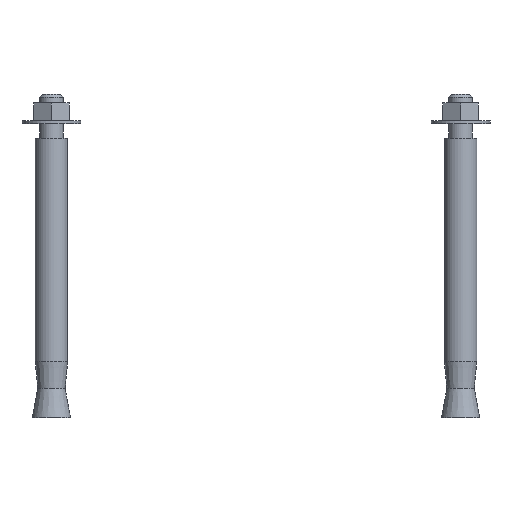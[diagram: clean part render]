
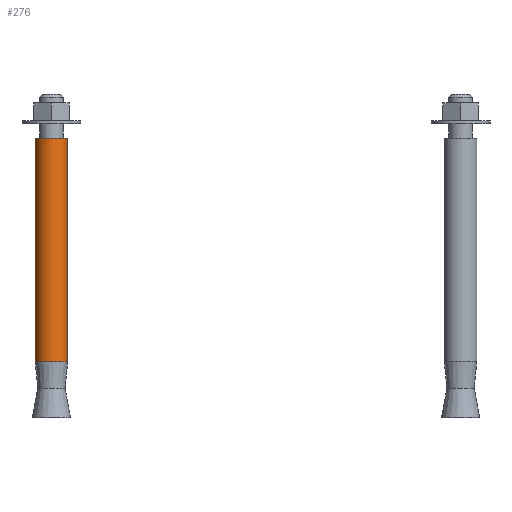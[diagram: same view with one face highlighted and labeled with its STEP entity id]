
A CAD part, left-side view. The second image highlights one B-rep face of the part: STEP entity #276.
In plain terms, the highlighted cylindrical face has radius 5.5 mm (diameter 11 mm), a full revolution.
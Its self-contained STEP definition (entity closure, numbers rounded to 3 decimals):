
#29=CYLINDRICAL_SURFACE('',#307,5.5);
#39=FACE_BOUND('',#123,.T.);
#94=FACE_OUTER_BOUND('',#122,.T.);
#122=EDGE_LOOP('',(#243));
#123=EDGE_LOOP('',(#244));
#135=CIRCLE('',#306,5.5);
#136=CIRCLE('',#308,5.5);
#158=VERTEX_POINT('',#465);
#159=VERTEX_POINT('',#468);
#187=EDGE_CURVE('',#158,#158,#135,.T.);
#188=EDGE_CURVE('',#159,#159,#136,.T.);
#243=ORIENTED_EDGE('',*,*,#187,.T.);
#244=ORIENTED_EDGE('',*,*,#188,.F.);
#276=ADVANCED_FACE('',(#94,#39),#29,.T.);
#306=AXIS2_PLACEMENT_3D('',#466,#385,#386);
#307=AXIS2_PLACEMENT_3D('',#467,#387,#388);
#308=AXIS2_PLACEMENT_3D('',#469,#389,#390);
#385=DIRECTION('center_axis',(0.,0.,1.));
#386=DIRECTION('ref_axis',(0.,-1.,0.));
#387=DIRECTION('center_axis',(0.,0.,1.));
#388=DIRECTION('ref_axis',(0.,-1.,0.));
#389=DIRECTION('center_axis',(0.,0.,1.));
#390=DIRECTION('ref_axis',(0.,-1.,0.));
#465=CARTESIAN_POINT('',(0.,-5.5,-30.851));
#466=CARTESIAN_POINT('Origin',(0.,0.,-30.851));
#467=CARTESIAN_POINT('Origin',(0.,0.,22.5));
#468=CARTESIAN_POINT('',(0.,-5.5,45.));
#469=CARTESIAN_POINT('Origin',(0.,0.,45.));
